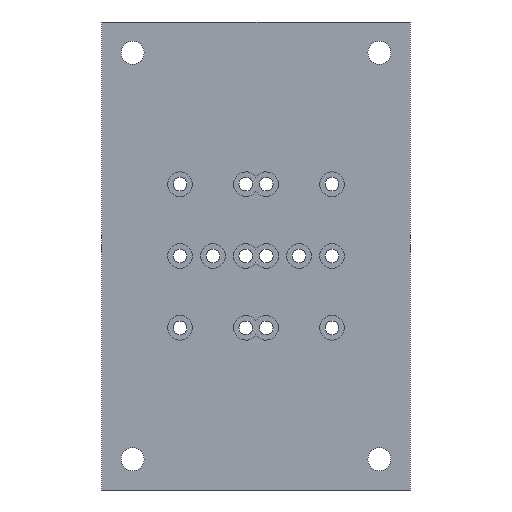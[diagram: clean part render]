
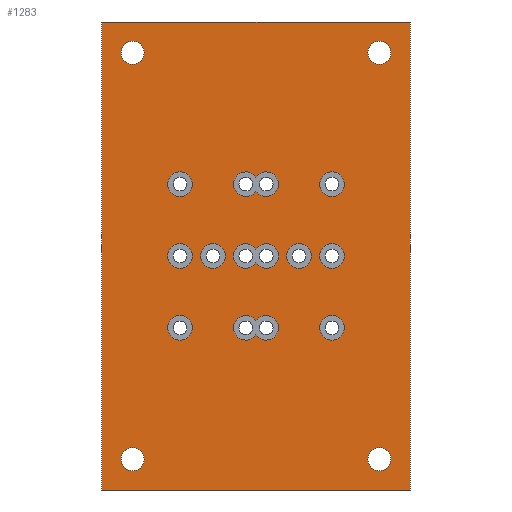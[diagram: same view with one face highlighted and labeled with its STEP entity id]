
A CAD part, front view. The second image highlights one B-rep face of the part: STEP entity #1283.
In plain terms, the highlighted planar face has unit normal (0, -1, 0).
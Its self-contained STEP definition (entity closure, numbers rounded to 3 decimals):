
#45=FACE_BOUND('',#353,.T.);
#46=FACE_BOUND('',#354,.T.);
#47=FACE_BOUND('',#355,.T.);
#48=FACE_BOUND('',#356,.T.);
#49=FACE_BOUND('',#357,.T.);
#50=FACE_BOUND('',#358,.T.);
#51=FACE_BOUND('',#359,.T.);
#52=FACE_BOUND('',#360,.T.);
#53=FACE_BOUND('',#361,.T.);
#54=FACE_BOUND('',#362,.T.);
#55=FACE_BOUND('',#363,.T.);
#56=FACE_BOUND('',#364,.T.);
#57=FACE_BOUND('',#365,.T.);
#58=FACE_BOUND('',#366,.T.);
#59=FACE_BOUND('',#367,.T.);
#93=CIRCLE('',#1325,2.8);
#95=CIRCLE('',#1328,2.8);
#97=CIRCLE('',#1331,2.8);
#99=CIRCLE('',#1334,2.8);
#100=CIRCLE('',#1343,3.);
#102=CIRCLE('',#1346,3.);
#107=CIRCLE('',#1353,3.);
#110=CIRCLE('',#1361,3.);
#113=CIRCLE('',#1366,3.);
#116=CIRCLE('',#1371,3.);
#118=CIRCLE('',#1375,3.);
#120=CIRCLE('',#1378,3.);
#125=CIRCLE('',#1385,3.);
#128=CIRCLE('',#1390,3.);
#130=CIRCLE('',#1394,3.);
#132=CIRCLE('',#1397,3.);
#137=CIRCLE('',#1404,3.);
#140=CIRCLE('',#1409,3.);
#245=FACE_OUTER_BOUND('',#352,.T.);
#352=EDGE_LOOP('',(#1073,#1074,#1075,#1076));
#353=EDGE_LOOP('',(#1077));
#354=EDGE_LOOP('',(#1078));
#355=EDGE_LOOP('',(#1079));
#356=EDGE_LOOP('',(#1080));
#357=EDGE_LOOP('',(#1081));
#358=EDGE_LOOP('',(#1082));
#359=EDGE_LOOP('',(#1083,#1084));
#360=EDGE_LOOP('',(#1085));
#361=EDGE_LOOP('',(#1086));
#362=EDGE_LOOP('',(#1087,#1088));
#363=EDGE_LOOP('',(#1089));
#364=EDGE_LOOP('',(#1090));
#365=EDGE_LOOP('',(#1091));
#366=EDGE_LOOP('',(#1092));
#367=EDGE_LOOP('',(#1093,#1094));
#497=LINE('',#2107,#587);
#498=LINE('',#2109,#588);
#499=LINE('',#2111,#589);
#500=LINE('',#2112,#590);
#587=VECTOR('',#1742,10.);
#588=VECTOR('',#1743,10.);
#589=VECTOR('',#1744,10.);
#590=VECTOR('',#1745,10.);
#636=VERTEX_POINT('',#1932);
#638=VERTEX_POINT('',#1937);
#640=VERTEX_POINT('',#1942);
#642=VERTEX_POINT('',#1947);
#653=VERTEX_POINT('',#1980);
#654=VERTEX_POINT('',#1981);
#660=VERTEX_POINT('',#1999);
#665=VERTEX_POINT('',#2017);
#668=VERTEX_POINT('',#2025);
#671=VERTEX_POINT('',#2033);
#673=VERTEX_POINT('',#2039);
#674=VERTEX_POINT('',#2040);
#680=VERTEX_POINT('',#2058);
#683=VERTEX_POINT('',#2066);
#685=VERTEX_POINT('',#2072);
#686=VERTEX_POINT('',#2073);
#692=VERTEX_POINT('',#2091);
#695=VERTEX_POINT('',#2099);
#697=VERTEX_POINT('',#2105);
#698=VERTEX_POINT('',#2106);
#699=VERTEX_POINT('',#2108);
#700=VERTEX_POINT('',#2110);
#774=EDGE_CURVE('',#636,#636,#93,.T.);
#776=EDGE_CURVE('',#638,#638,#95,.T.);
#778=EDGE_CURVE('',#640,#640,#97,.T.);
#780=EDGE_CURVE('',#642,#642,#99,.T.);
#794=EDGE_CURVE('',#653,#654,#100,.T.);
#798=EDGE_CURVE('',#654,#653,#102,.T.);
#803=EDGE_CURVE('',#660,#660,#107,.T.);
#811=EDGE_CURVE('',#665,#665,#110,.T.);
#814=EDGE_CURVE('',#668,#668,#113,.T.);
#817=EDGE_CURVE('',#671,#671,#116,.T.);
#819=EDGE_CURVE('',#673,#674,#118,.T.);
#823=EDGE_CURVE('',#674,#673,#120,.T.);
#828=EDGE_CURVE('',#680,#680,#125,.T.);
#831=EDGE_CURVE('',#683,#683,#128,.T.);
#833=EDGE_CURVE('',#685,#686,#130,.T.);
#837=EDGE_CURVE('',#686,#685,#132,.T.);
#842=EDGE_CURVE('',#692,#692,#137,.T.);
#845=EDGE_CURVE('',#695,#695,#140,.T.);
#847=EDGE_CURVE('',#697,#698,#497,.T.);
#848=EDGE_CURVE('',#698,#699,#498,.T.);
#849=EDGE_CURVE('',#699,#700,#499,.T.);
#850=EDGE_CURVE('',#700,#697,#500,.T.);
#1073=ORIENTED_EDGE('',*,*,#847,.T.);
#1074=ORIENTED_EDGE('',*,*,#848,.T.);
#1075=ORIENTED_EDGE('',*,*,#849,.T.);
#1076=ORIENTED_EDGE('',*,*,#850,.T.);
#1077=ORIENTED_EDGE('',*,*,#774,.T.);
#1078=ORIENTED_EDGE('',*,*,#776,.T.);
#1079=ORIENTED_EDGE('',*,*,#778,.T.);
#1080=ORIENTED_EDGE('',*,*,#780,.T.);
#1081=ORIENTED_EDGE('',*,*,#845,.T.);
#1082=ORIENTED_EDGE('',*,*,#842,.T.);
#1083=ORIENTED_EDGE('',*,*,#833,.T.);
#1084=ORIENTED_EDGE('',*,*,#837,.T.);
#1085=ORIENTED_EDGE('',*,*,#831,.T.);
#1086=ORIENTED_EDGE('',*,*,#828,.T.);
#1087=ORIENTED_EDGE('',*,*,#819,.T.);
#1088=ORIENTED_EDGE('',*,*,#823,.T.);
#1089=ORIENTED_EDGE('',*,*,#817,.T.);
#1090=ORIENTED_EDGE('',*,*,#814,.T.);
#1091=ORIENTED_EDGE('',*,*,#811,.T.);
#1092=ORIENTED_EDGE('',*,*,#803,.T.);
#1093=ORIENTED_EDGE('',*,*,#794,.T.);
#1094=ORIENTED_EDGE('',*,*,#798,.T.);
#1220=PLANE('',#1412);
#1283=ADVANCED_FACE('',(#245,#45,#46,#47,#48,#49,#50,#51,#52,#53,#54,#55,
#56,#57,#58,#59),#1220,.F.);
#1325=AXIS2_PLACEMENT_3D('',#1933,#1542,#1543);
#1328=AXIS2_PLACEMENT_3D('',#1938,#1548,#1549);
#1331=AXIS2_PLACEMENT_3D('',#1943,#1554,#1555);
#1334=AXIS2_PLACEMENT_3D('',#1948,#1560,#1561);
#1343=AXIS2_PLACEMENT_3D('',#1982,#1591,#1592);
#1346=AXIS2_PLACEMENT_3D('',#1989,#1599,#1600);
#1353=AXIS2_PLACEMENT_3D('',#2000,#1613,#1614);
#1361=AXIS2_PLACEMENT_3D('',#2018,#1634,#1635);
#1366=AXIS2_PLACEMENT_3D('',#2026,#1644,#1645);
#1371=AXIS2_PLACEMENT_3D('',#2034,#1654,#1655);
#1375=AXIS2_PLACEMENT_3D('',#2041,#1662,#1663);
#1378=AXIS2_PLACEMENT_3D('',#2048,#1670,#1671);
#1385=AXIS2_PLACEMENT_3D('',#2059,#1684,#1685);
#1390=AXIS2_PLACEMENT_3D('',#2067,#1694,#1695);
#1394=AXIS2_PLACEMENT_3D('',#2074,#1702,#1703);
#1397=AXIS2_PLACEMENT_3D('',#2081,#1710,#1711);
#1404=AXIS2_PLACEMENT_3D('',#2092,#1724,#1725);
#1409=AXIS2_PLACEMENT_3D('',#2100,#1734,#1735);
#1412=AXIS2_PLACEMENT_3D('',#2104,#1740,#1741);
#1542=DIRECTION('center_axis',(0.,1.,0.));
#1543=DIRECTION('ref_axis',(-1.,0.,0.));
#1548=DIRECTION('center_axis',(0.,1.,0.));
#1549=DIRECTION('ref_axis',(-1.,0.,0.));
#1554=DIRECTION('center_axis',(0.,1.,0.));
#1555=DIRECTION('ref_axis',(-1.,0.,0.));
#1560=DIRECTION('center_axis',(0.,1.,0.));
#1561=DIRECTION('ref_axis',(-1.,0.,0.));
#1591=DIRECTION('center_axis',(0.,1.,0.));
#1592=DIRECTION('ref_axis',(1.,0.,0.));
#1599=DIRECTION('center_axis',(0.,1.,0.));
#1600=DIRECTION('ref_axis',(1.,0.,0.));
#1613=DIRECTION('center_axis',(0.,1.,0.));
#1614=DIRECTION('ref_axis',(1.,0.,0.));
#1634=DIRECTION('center_axis',(0.,1.,0.));
#1635=DIRECTION('ref_axis',(1.,0.,0.));
#1644=DIRECTION('center_axis',(0.,1.,0.));
#1645=DIRECTION('ref_axis',(1.,0.,0.));
#1654=DIRECTION('center_axis',(0.,1.,0.));
#1655=DIRECTION('ref_axis',(1.,0.,0.));
#1662=DIRECTION('center_axis',(0.,1.,0.));
#1663=DIRECTION('ref_axis',(1.,0.,0.));
#1670=DIRECTION('center_axis',(0.,1.,0.));
#1671=DIRECTION('ref_axis',(1.,0.,0.));
#1684=DIRECTION('center_axis',(0.,1.,0.));
#1685=DIRECTION('ref_axis',(1.,0.,0.));
#1694=DIRECTION('center_axis',(0.,1.,0.));
#1695=DIRECTION('ref_axis',(1.,0.,0.));
#1702=DIRECTION('center_axis',(0.,1.,0.));
#1703=DIRECTION('ref_axis',(1.,0.,0.));
#1710=DIRECTION('center_axis',(0.,1.,0.));
#1711=DIRECTION('ref_axis',(1.,0.,0.));
#1724=DIRECTION('center_axis',(0.,1.,0.));
#1725=DIRECTION('ref_axis',(1.,0.,0.));
#1734=DIRECTION('center_axis',(0.,1.,0.));
#1735=DIRECTION('ref_axis',(1.,0.,0.));
#1740=DIRECTION('center_axis',(0.,1.,0.));
#1741=DIRECTION('ref_axis',(1.,0.,0.));
#1742=DIRECTION('',(0.,0.,-1.));
#1743=DIRECTION('',(1.,0.,0.));
#1744=DIRECTION('',(0.,0.,1.));
#1745=DIRECTION('',(-1.,0.,0.));
#1932=CARTESIAN_POINT('',(-27.324,-6.,61.351));
#1933=CARTESIAN_POINT('Origin',(-30.124,-6.,61.351));
#1937=CARTESIAN_POINT('',(-27.324,-6.,-37.658));
#1938=CARTESIAN_POINT('Origin',(-30.124,-6.,-37.658));
#1942=CARTESIAN_POINT('',(32.785,-6.,-37.658));
#1943=CARTESIAN_POINT('Origin',(29.985,-6.,-37.658));
#1947=CARTESIAN_POINT('',(32.785,-6.,61.351));
#1948=CARTESIAN_POINT('Origin',(29.985,-6.,61.351));
#1980=CARTESIAN_POINT('',(-0.069,-6.,10.183));
#1981=CARTESIAN_POINT('',(-0.069,-6.,13.511));
#1982=CARTESIAN_POINT('Origin',(-2.566,-6.,11.847));
#1989=CARTESIAN_POINT('Origin',(2.427,-6.,11.847));
#1999=CARTESIAN_POINT('',(-21.566,-6.,-5.646));
#2000=CARTESIAN_POINT('Origin',(-18.566,-6.,-5.646));
#2017=CARTESIAN_POINT('',(-21.566,-6.,29.339));
#2018=CARTESIAN_POINT('Origin',(-18.566,-6.,29.339));
#2025=CARTESIAN_POINT('',(-21.566,-6.,11.847));
#2026=CARTESIAN_POINT('Origin',(-18.566,-6.,11.847));
#2033=CARTESIAN_POINT('',(7.427,-6.,11.847));
#2034=CARTESIAN_POINT('Origin',(10.427,-6.,11.847));
#2039=CARTESIAN_POINT('',(-0.069,-6.,-7.31));
#2040=CARTESIAN_POINT('',(-0.069,-6.,-3.982));
#2041=CARTESIAN_POINT('Origin',(-2.566,-6.,-5.646));
#2048=CARTESIAN_POINT('Origin',(2.427,-6.,-5.646));
#2058=CARTESIAN_POINT('',(15.427,-6.,-5.646));
#2059=CARTESIAN_POINT('Origin',(18.427,-6.,-5.646));
#2066=CARTESIAN_POINT('',(15.427,-6.,29.339));
#2067=CARTESIAN_POINT('Origin',(18.427,-6.,29.339));
#2072=CARTESIAN_POINT('',(-0.069,-6.,31.003));
#2073=CARTESIAN_POINT('',(-0.069,-6.,27.675));
#2074=CARTESIAN_POINT('Origin',(2.427,-6.,29.339));
#2081=CARTESIAN_POINT('Origin',(-2.566,-6.,29.339));
#2091=CARTESIAN_POINT('',(15.427,-6.,11.847));
#2092=CARTESIAN_POINT('Origin',(18.427,-6.,11.847));
#2099=CARTESIAN_POINT('',(-13.566,-6.,11.847));
#2100=CARTESIAN_POINT('Origin',(-10.566,-6.,11.847));
#2104=CARTESIAN_POINT('Origin',(-0.069,-6.,11.847));
#2105=CARTESIAN_POINT('',(-37.638,-6.,68.847));
#2106=CARTESIAN_POINT('',(-37.638,-6.,-45.154));
#2107=CARTESIAN_POINT('',(-37.638,-6.,-45.154));
#2108=CARTESIAN_POINT('',(37.5,-6.,-45.154));
#2109=CARTESIAN_POINT('',(37.5,-6.,-45.154));
#2110=CARTESIAN_POINT('',(37.5,-6.,68.847));
#2111=CARTESIAN_POINT('',(37.5,-6.,68.847));
#2112=CARTESIAN_POINT('',(-37.638,-6.,68.847));
